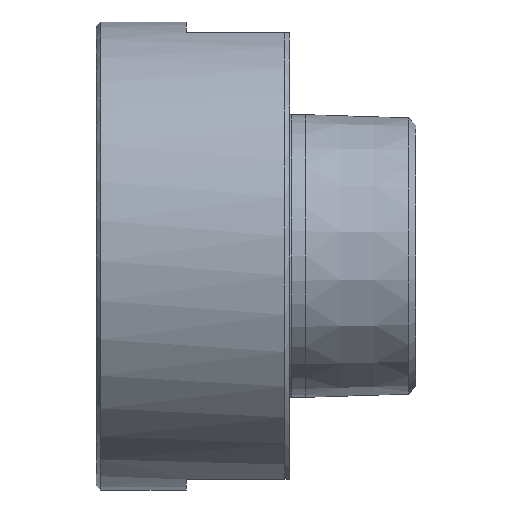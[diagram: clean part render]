
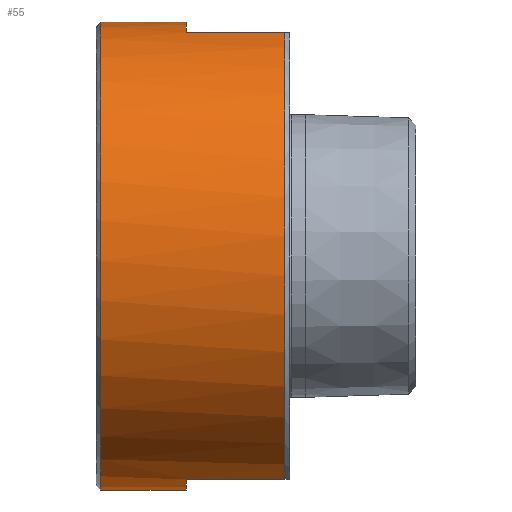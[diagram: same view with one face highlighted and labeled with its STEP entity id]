
A CAD part, front view. The second image highlights one B-rep face of the part: STEP entity #55.
In plain terms, the highlighted cylindrical face has radius 49.75 mm (diameter 99.5 mm), a full revolution.
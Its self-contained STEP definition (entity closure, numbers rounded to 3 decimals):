
#55 = ADVANCED_FACE ( 'NONE', ( #1641, #211 ), #5513, .T. ) ;
#184 = EDGE_CURVE ( 'NONE', #9625, #4269, #16936, .T. ) ;
#211 = FACE_OUTER_BOUND ( 'NONE', #7437, .T. ) ;
#1541 = VECTOR ( 'NONE', #9543, 1000. ) ;
#1630 = AXIS2_PLACEMENT_3D ( 'NONE', #8809, #9957, #5680 ) ;
#1641 = FACE_OUTER_BOUND ( 'NONE', #9487, .T. ) ;
#1879 = EDGE_CURVE ( 'NONE', #4654, #4269, #15893, .T. ) ;
#1978 = CARTESIAN_POINT ( 'NONE',  ( 40.15, 0., 0. ) ) ;
#2072 = ORIENTED_EDGE ( 'NONE', *, *, #184, .F. ) ;
#2719 = CARTESIAN_POINT ( 'NONE',  ( 40.15, 14.792, 47.5 ) ) ;
#2753 = VECTOR ( 'NONE', #17504, 1000. ) ;
#2813 = VERTEX_POINT ( 'NONE', #2719 ) ;
#3542 = CARTESIAN_POINT ( 'NONE',  ( 1., 0., -49.75 ) ) ;
#3703 = CARTESIAN_POINT ( 'NONE',  ( 40.15, -14.792, -47.5 ) ) ;
#3917 = VERTEX_POINT ( 'NONE', #15139 ) ;
#4165 = CARTESIAN_POINT ( 'NONE',  ( 19.15, 14.792, -47.5 ) ) ;
#4235 = EDGE_CURVE ( 'NONE', #2813, #17102, #8797, .T. ) ;
#4269 = VERTEX_POINT ( 'NONE', #11299 ) ;
#4313 = DIRECTION ( 'NONE',  ( -1., 0., 0. ) ) ;
#4654 = VERTEX_POINT ( 'NONE', #4165 ) ;
#4670 = DIRECTION ( 'NONE',  ( -1., 0., 0. ) ) ;
#4738 = ORIENTED_EDGE ( 'NONE', *, *, #14898, .T. ) ;
#5086 = LINE ( 'NONE', #7884, #2753 ) ;
#5137 = EDGE_CURVE ( 'NONE', #17102, #4654, #10731, .T. ) ;
#5513 = CYLINDRICAL_SURFACE ( 'NONE', #7865, 49.75 ) ;
#5680 = DIRECTION ( 'NONE',  ( 0., 0., -1. ) ) ;
#5786 = EDGE_CURVE ( 'NONE', #2813, #3917, #5895, .T. ) ;
#5798 = ORIENTED_EDGE ( 'NONE', *, *, #1879, .T. ) ;
#5834 = CARTESIAN_POINT ( 'NONE',  ( 40.15, 0., 0. ) ) ;
#5895 = LINE ( 'NONE', #12518, #1541 ) ;
#6020 = DIRECTION ( 'NONE',  ( 0., 0., 1. ) ) ;
#6240 = CARTESIAN_POINT ( 'NONE',  ( 19.15, 0., 0. ) ) ;
#6606 = DIRECTION ( 'NONE',  ( -1., 0., 0. ) ) ;
#6795 = CARTESIAN_POINT ( 'NONE',  ( 0., 14.792, -47.5 ) ) ;
#7437 = EDGE_LOOP ( 'NONE', ( #16324, #11730, #13847, #5798, #2072, #10703, #12542, #4738 ) ) ;
#7654 = AXIS2_PLACEMENT_3D ( 'NONE', #5834, #4313, #6020 ) ;
#7865 = AXIS2_PLACEMENT_3D ( 'NONE', #15314, #10959, #13851 ) ;
#7884 = CARTESIAN_POINT ( 'NONE',  ( 0., -14.792, 47.5 ) ) ;
#8002 = CARTESIAN_POINT ( 'NONE',  ( 19.15, 0., 0. ) ) ;
#8167 = ORIENTED_EDGE ( 'NONE', *, *, #10885, .T. ) ;
#8270 = CARTESIAN_POINT ( 'NONE',  ( 40.15, -14.792, 47.5 ) ) ;
#8797 = CIRCLE ( 'NONE', #7654, 49.75 ) ;
#8809 = CARTESIAN_POINT ( 'NONE',  ( 1., 0., 0. ) ) ;
#8818 = CIRCLE ( 'NONE', #1630, 49.75 ) ;
#9487 = EDGE_LOOP ( 'NONE', ( #8167 ) ) ;
#9543 = DIRECTION ( 'NONE',  ( -1., 0., 0. ) ) ;
#9625 = VERTEX_POINT ( 'NONE', #3703 ) ;
#9830 = AXIS2_PLACEMENT_3D ( 'NONE', #8002, #13650, #17634 ) ;
#9889 = EDGE_CURVE ( 'NONE', #15025, #10833, #5086, .T. ) ;
#9957 = DIRECTION ( 'NONE',  ( 1., 0., 0. ) ) ;
#10072 = CARTESIAN_POINT ( 'NONE',  ( 0., -14.792, -47.5 ) ) ;
#10703 = ORIENTED_EDGE ( 'NONE', *, *, #15142, .T. ) ;
#10731 = LINE ( 'NONE', #6795, #16766 ) ;
#10833 = VERTEX_POINT ( 'NONE', #13822 ) ;
#10885 = EDGE_CURVE ( 'NONE', #17720, #17720, #8818, .T. ) ;
#10959 = DIRECTION ( 'NONE',  ( -1., 0., 0. ) ) ;
#10982 = AXIS2_PLACEMENT_3D ( 'NONE', #6240, #13235, #17147 ) ;
#11092 = CARTESIAN_POINT ( 'NONE',  ( 40.15, 14.792, -47.5 ) ) ;
#11299 = CARTESIAN_POINT ( 'NONE',  ( 19.15, -14.792, -47.5 ) ) ;
#11730 = ORIENTED_EDGE ( 'NONE', *, *, #4235, .T. ) ;
#11853 = AXIS2_PLACEMENT_3D ( 'NONE', #1978, #4670, #13014 ) ;
#12518 = CARTESIAN_POINT ( 'NONE',  ( 0., 14.792, 47.5 ) ) ;
#12542 = ORIENTED_EDGE ( 'NONE', *, *, #9889, .T. ) ;
#12685 = VECTOR ( 'NONE', #13131, 1000. ) ;
#13014 = DIRECTION ( 'NONE',  ( 0., 0., 1. ) ) ;
#13131 = DIRECTION ( 'NONE',  ( -1., 0., 0. ) ) ;
#13235 = DIRECTION ( 'NONE',  ( -1., 0., 0. ) ) ;
#13650 = DIRECTION ( 'NONE',  ( -1., 0., 0. ) ) ;
#13822 = CARTESIAN_POINT ( 'NONE',  ( 19.15, -14.792, 47.5 ) ) ;
#13847 = ORIENTED_EDGE ( 'NONE', *, *, #5137, .T. ) ;
#13851 = DIRECTION ( 'NONE',  ( 0., 0., 1. ) ) ;
#14752 = CIRCLE ( 'NONE', #11853, 49.75 ) ;
#14898 = EDGE_CURVE ( 'NONE', #10833, #3917, #15317, .T. ) ;
#15025 = VERTEX_POINT ( 'NONE', #8270 ) ;
#15139 = CARTESIAN_POINT ( 'NONE',  ( 19.15, 14.792, 47.5 ) ) ;
#15142 = EDGE_CURVE ( 'NONE', #9625, #15025, #14752, .T. ) ;
#15314 = CARTESIAN_POINT ( 'NONE',  ( 0., 0., 0. ) ) ;
#15317 = CIRCLE ( 'NONE', #9830, 49.75 ) ;
#15893 = CIRCLE ( 'NONE', #10982, 49.75 ) ;
#16324 = ORIENTED_EDGE ( 'NONE', *, *, #5786, .F. ) ;
#16766 = VECTOR ( 'NONE', #6606, 1000. ) ;
#16936 = LINE ( 'NONE', #10072, #12685 ) ;
#17102 = VERTEX_POINT ( 'NONE', #11092 ) ;
#17147 = DIRECTION ( 'NONE',  ( 0., 0., -1. ) ) ;
#17504 = DIRECTION ( 'NONE',  ( -1., 0., 0. ) ) ;
#17634 = DIRECTION ( 'NONE',  ( 0., 0., -1. ) ) ;
#17720 = VERTEX_POINT ( 'NONE', #3542 ) ;
